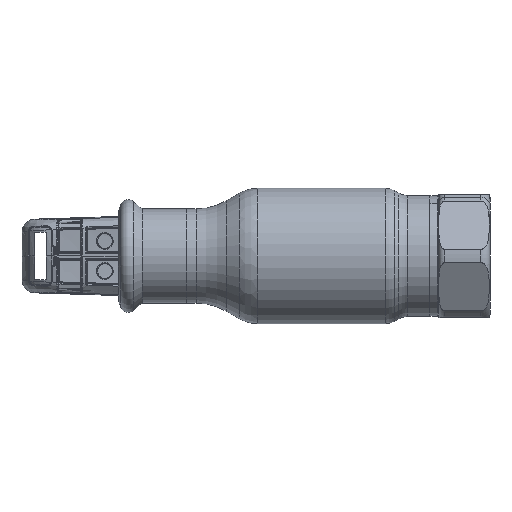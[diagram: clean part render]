
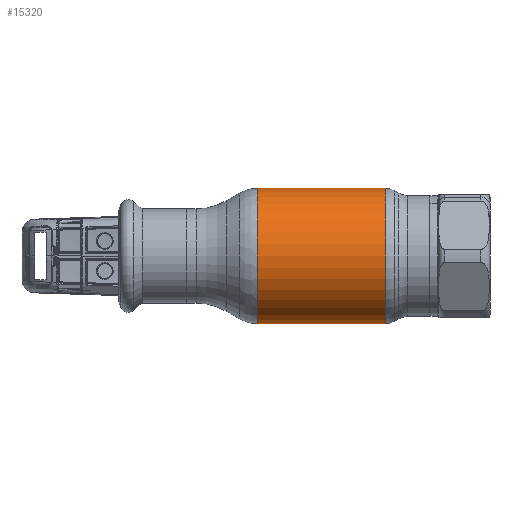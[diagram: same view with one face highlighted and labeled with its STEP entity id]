
A CAD part, front view. The second image highlights one B-rep face of the part: STEP entity #15320.
In plain terms, the highlighted cylindrical face has radius 22.5 mm (diameter 45 mm), a partial arc.
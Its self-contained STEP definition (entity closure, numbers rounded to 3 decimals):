
#3003 = VERTEX_POINT ( 'NONE', #30126 ) ;
#5292 = CIRCLE ( 'NONE', #53970, 22.5 ) ;
#7773 = EDGE_CURVE ( 'NONE', #38481, #3003, #52928, .T. ) ;
#8567 = EDGE_LOOP ( 'NONE', ( #60210, #12770, #64641, #47844 ) ) ;
#9079 = DIRECTION ( 'NONE',  ( 0., 0., 1. ) ) ;
#9297 = CARTESIAN_POINT ( 'NONE',  ( 21.285, 0., 0. ) ) ;
#9947 = FACE_OUTER_BOUND ( 'NONE', #8567, .T. ) ;
#11845 = VECTOR ( 'NONE', #28112, 1000. ) ;
#12446 = EDGE_CURVE ( 'NONE', #3003, #21265, #38241, .T. ) ;
#12637 = AXIS2_PLACEMENT_3D ( 'NONE', #9297, #65081, #9079 ) ;
#12770 = ORIENTED_EDGE ( 'NONE', *, *, #7773, .T. ) ;
#15320 = ADVANCED_FACE ( 'NONE', ( #9947 ), #27497, .T. ) ;
#16729 = LINE ( 'NONE', #29186, #24687 ) ;
#18308 = CARTESIAN_POINT ( 'NONE',  ( -62.69, 0., 0. ) ) ;
#18650 = EDGE_CURVE ( 'NONE', #38481, #58660, #16729, .T. ) ;
#21265 = VERTEX_POINT ( 'NONE', #50838 ) ;
#21551 = DIRECTION ( 'NONE',  ( -1., 0., 0. ) ) ;
#24687 = VECTOR ( 'NONE', #49654, 1000. ) ;
#27421 = CARTESIAN_POINT ( 'NONE',  ( -62.69, 0., 22.5 ) ) ;
#27497 = CYLINDRICAL_SURFACE ( 'NONE', #47988, 22.5 ) ;
#28112 = DIRECTION ( 'NONE',  ( -1., 0., 0. ) ) ;
#29186 = CARTESIAN_POINT ( 'NONE',  ( -62.69, 0., -22.5 ) ) ;
#30126 = CARTESIAN_POINT ( 'NONE',  ( 21.285, 0., 22.5 ) ) ;
#30153 = CARTESIAN_POINT ( 'NONE',  ( -21.285, 0., -22.5 ) ) ;
#38241 = LINE ( 'NONE', #27421, #11845 ) ;
#38481 = VERTEX_POINT ( 'NONE', #60824 ) ;
#42536 = CARTESIAN_POINT ( 'NONE',  ( -21.285, 0., 0. ) ) ;
#47000 = DIRECTION ( 'NONE',  ( 0., 0., 1. ) ) ;
#47844 = ORIENTED_EDGE ( 'NONE', *, *, #51432, .F. ) ;
#47988 = AXIS2_PLACEMENT_3D ( 'NONE', #18308, #48408, #49292 ) ;
#48408 = DIRECTION ( 'NONE',  ( -1., 0., 0. ) ) ;
#49292 = DIRECTION ( 'NONE',  ( 0., 0., 1. ) ) ;
#49654 = DIRECTION ( 'NONE',  ( -1., 0., 0. ) ) ;
#50838 = CARTESIAN_POINT ( 'NONE',  ( -21.285, 0., 22.5 ) ) ;
#51432 = EDGE_CURVE ( 'NONE', #58660, #21265, #5292, .T. ) ;
#52928 = CIRCLE ( 'NONE', #12637, 22.5 ) ;
#53970 = AXIS2_PLACEMENT_3D ( 'NONE', #42536, #21551, #47000 ) ;
#58660 = VERTEX_POINT ( 'NONE', #30153 ) ;
#60210 = ORIENTED_EDGE ( 'NONE', *, *, #18650, .F. ) ;
#60824 = CARTESIAN_POINT ( 'NONE',  ( 21.285, 0., -22.5 ) ) ;
#64641 = ORIENTED_EDGE ( 'NONE', *, *, #12446, .T. ) ;
#65081 = DIRECTION ( 'NONE',  ( -1., 0., 0. ) ) ;
